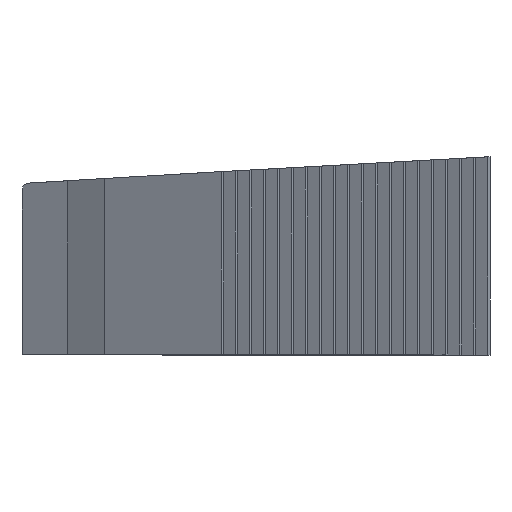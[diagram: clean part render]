
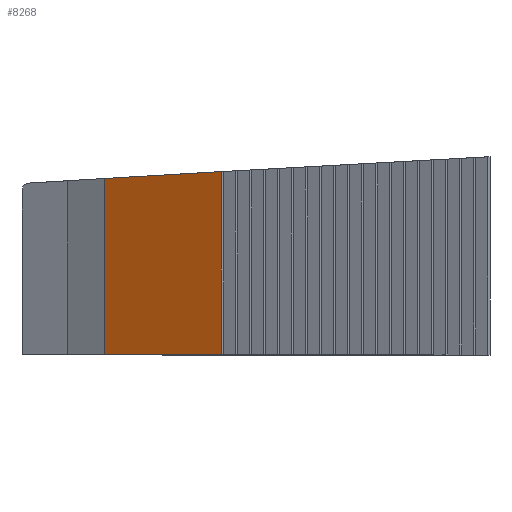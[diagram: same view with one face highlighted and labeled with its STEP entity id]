
A CAD part, top view. The second image highlights one B-rep face of the part: STEP entity #8268.
In plain terms, the highlighted planar face has unit normal (-0.526, 0, 0.851).
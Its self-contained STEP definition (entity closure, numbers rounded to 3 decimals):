
#7997 = PLANE('',#7998);
#7998 = AXIS2_PLACEMENT_3D('',#7999,#8000,#8001);
#7999 = CARTESIAN_POINT('',(-6932.039,-20.197,
    -9874.187));
#8000 = DIRECTION('',(0.609,0.,-0.794));
#8001 = DIRECTION('',(0.,-1.,0.));
#8023 = PLANE('',#8024);
#8024 = AXIS2_PLACEMENT_3D('',#8025,#8026,#8027);
#8025 = CARTESIAN_POINT('',(0.,0.,-7500.));
#8026 = DIRECTION('',(0.,-1.,-0.));
#8027 = DIRECTION('',(1.,0.,0.));
#8049 = PLANE('',#8050);
#8050 = AXIS2_PLACEMENT_3D('',#8051,#8052,#8053);
#8051 = CARTESIAN_POINT('',(8612.494,-45.194,
    9172.573));
#8052 = DIRECTION('',(0.851,0.,0.526));
#8053 = DIRECTION('',(0.,-1.,0.));
#8073 = PLANE('',#8074);
#8074 = AXIS2_PLACEMENT_3D('',#8075,#8076,#8077);
#8075 = CARTESIAN_POINT('',(5.454,-93.648,0.));
#8076 = DIRECTION('',(0.058,-0.998,0.));
#8077 = DIRECTION('',(0.,0.,-1.));
#8088 = VERTEX_POINT('',#8089);
#8089 = CARTESIAN_POINT('',(11252.024,0.,4070.631));
#8110 = VERTEX_POINT('',#8111);
#8111 = CARTESIAN_POINT('',(11252.024,561.39,
    4070.631));
#8130 = EDGE_CURVE('',#8088,#8110,#8131,.T.);
#8131 = SURFACE_CURVE('',#8132,(#8136,#8142),.PCURVE_S1.);
#8132 = LINE('',#8133,#8134);
#8133 = CARTESIAN_POINT('',(11252.024,1.04,
    4070.631));
#8134 = VECTOR('',#8135,1.);
#8135 = DIRECTION('',(0.,1.,0.));
#8136 = PCURVE('',#7997,#8137);
#8137 = DEFINITIONAL_REPRESENTATION('',(#8138),#8141);
#8138 = B_SPLINE_CURVE_WITH_KNOTS('',1,(#8139,#8140),.UNSPECIFIED.,.F.,
  .F.,(2,2),(-636.709,691.316),.PIECEWISE_BEZIER_KNOTS.);
#8139 = CARTESIAN_POINT('',(615.472,-22915.455));
#8140 = CARTESIAN_POINT('',(-712.553,-22915.455));
#8141 = ( GEOMETRIC_REPRESENTATION_CONTEXT(2) 
PARAMETRIC_REPRESENTATION_CONTEXT() REPRESENTATION_CONTEXT('2D SPACE',''
  ) );
#8142 = PCURVE('',#8143,#8148);
#8143 = PLANE('',#8144);
#8144 = AXIS2_PLACEMENT_3D('',#8145,#8146,#8147);
#8145 = CARTESIAN_POINT('',(10943.203,22.278,
    3879.767));
#8146 = DIRECTION('',(-0.526,0.,0.851)
  );
#8147 = DIRECTION('',(0.851,0.,0.526));
#8148 = DEFINITIONAL_REPRESENTATION('',(#8149),#8152);
#8149 = B_SPLINE_CURVE_WITH_KNOTS('',1,(#8150,#8151),.UNSPECIFIED.,.F.,
  .F.,(2,2),(-636.709,691.316),.PIECEWISE_BEZIER_KNOTS.);
#8150 = CARTESIAN_POINT('',(363.042,-657.946));
#8151 = CARTESIAN_POINT('',(363.042,670.079));
#8152 = ( GEOMETRIC_REPRESENTATION_CONTEXT(2) 
PARAMETRIC_REPRESENTATION_CONTEXT() REPRESENTATION_CONTEXT('2D SPACE',''
  ) );
#8159 = VERTEX_POINT('',#8160);
#8160 = CARTESIAN_POINT('',(11623.722,583.039,
    4300.355));
#8179 = EDGE_CURVE('',#8110,#8159,#8180,.T.);
#8180 = SURFACE_CURVE('',#8181,(#8185,#8191),.PCURVE_S1.);
#8181 = LINE('',#8182,#8183);
#8182 = CARTESIAN_POINT('',(6105.833,261.658,
    890.077));
#8183 = VECTOR('',#8184,1.);
#8184 = DIRECTION('',(0.85,0.049,0.525)
  );
#8185 = PCURVE('',#8073,#8186);
#8186 = DEFINITIONAL_REPRESENTATION('',(#8187),#8190);
#8187 = B_SPLINE_CURVE_WITH_KNOTS('',1,(#8188,#8189),.UNSPECIFIED.,.F.,
  .F.,(2,2),(5559.459,6909.495),
  .PIECEWISE_BEZIER_KNOTS.);
#8188 = CARTESIAN_POINT('',(-3809.299,10842.073));
#8189 = CARTESIAN_POINT('',(-4518.191,11991.016));
#8190 = ( GEOMETRIC_REPRESENTATION_CONTEXT(2) 
PARAMETRIC_REPRESENTATION_CONTEXT() REPRESENTATION_CONTEXT('2D SPACE',''
  ) );
#8191 = PCURVE('',#8143,#8192);
#8192 = DEFINITIONAL_REPRESENTATION('',(#8193),#8196);
#8193 = B_SPLINE_CURVE_WITH_KNOTS('',1,(#8194,#8195),.UNSPECIFIED.,.F.,
  .F.,(2,2),(5559.459,6909.495),
  .PIECEWISE_BEZIER_KNOTS.);
#8194 = CARTESIAN_POINT('',(-134.038,514.485));
#8195 = CARTESIAN_POINT('',(1214.345,581.29));
#8196 = ( GEOMETRIC_REPRESENTATION_CONTEXT(2) 
PARAMETRIC_REPRESENTATION_CONTEXT() REPRESENTATION_CONTEXT('2D SPACE',''
  ) );
#8203 = VERTEX_POINT('',#8204);
#8204 = CARTESIAN_POINT('',(11623.722,0.,4300.355));
#8225 = EDGE_CURVE('',#8203,#8159,#8226,.T.);
#8226 = SURFACE_CURVE('',#8227,(#8231,#8237),.PCURVE_S1.);
#8227 = LINE('',#8228,#8229);
#8228 = CARTESIAN_POINT('',(11623.722,-11.458,
    4300.355));
#8229 = VECTOR('',#8230,1.);
#8230 = DIRECTION('',(0.,1.,0.));
#8231 = PCURVE('',#8049,#8232);
#8232 = DEFINITIONAL_REPRESENTATION('',(#8233),#8236);
#8233 = B_SPLINE_CURVE_WITH_KNOTS('',1,(#8234,#8235),.UNSPECIFIED.,.F.,
  .F.,(2,2),(-629.472,761.69),.PIECEWISE_BEZIER_KNOTS.);
#8234 = CARTESIAN_POINT('',(595.736,5727.652));
#8235 = CARTESIAN_POINT('',(-795.425,5727.652));
#8236 = ( GEOMETRIC_REPRESENTATION_CONTEXT(2) 
PARAMETRIC_REPRESENTATION_CONTEXT() REPRESENTATION_CONTEXT('2D SPACE',''
  ) );
#8237 = PCURVE('',#8143,#8238);
#8238 = DEFINITIONAL_REPRESENTATION('',(#8239),#8242);
#8239 = B_SPLINE_CURVE_WITH_KNOTS('',1,(#8240,#8241),.UNSPECIFIED.,.F.,
  .F.,(2,2),(-629.472,761.69),.PIECEWISE_BEZIER_KNOTS.);
#8240 = CARTESIAN_POINT('',(800.,-663.208));
#8241 = CARTESIAN_POINT('',(800.,727.954));
#8242 = ( GEOMETRIC_REPRESENTATION_CONTEXT(2) 
PARAMETRIC_REPRESENTATION_CONTEXT() REPRESENTATION_CONTEXT('2D SPACE',''
  ) );
#8250 = EDGE_CURVE('',#8088,#8203,#8251,.T.);
#8251 = SURFACE_CURVE('',#8252,(#8256,#8262),.PCURVE_S1.);
#8252 = LINE('',#8253,#8254);
#8253 = CARTESIAN_POINT('',(4439.333,0.,-139.888));
#8254 = VECTOR('',#8255,1.);
#8255 = DIRECTION('',(0.851,0.,0.526));
#8256 = PCURVE('',#8023,#8257);
#8257 = DEFINITIONAL_REPRESENTATION('',(#8258),#8261);
#8258 = B_SPLINE_CURVE_WITH_KNOTS('',1,(#8259,#8260),.UNSPECIFIED.,.F.,
  .F.,(2,2),(7965.126,8489.476),
  .PIECEWISE_BEZIER_KNOTS.);
#8259 = CARTESIAN_POINT('',(11214.854,11547.659));
#8260 = CARTESIAN_POINT('',(11660.891,11823.328));
#8261 = ( GEOMETRIC_REPRESENTATION_CONTEXT(2) 
PARAMETRIC_REPRESENTATION_CONTEXT() REPRESENTATION_CONTEXT('2D SPACE',''
  ) );
#8262 = PCURVE('',#8143,#8263);
#8263 = DEFINITIONAL_REPRESENTATION('',(#8264),#8267);
#8264 = B_SPLINE_CURVE_WITH_KNOTS('',1,(#8265,#8266),.UNSPECIFIED.,.F.,
  .F.,(2,2),(7965.126,8489.476),
  .PIECEWISE_BEZIER_KNOTS.);
#8265 = CARTESIAN_POINT('',(319.346,-22.278));
#8266 = CARTESIAN_POINT('',(843.696,-22.278));
#8267 = ( GEOMETRIC_REPRESENTATION_CONTEXT(2) 
PARAMETRIC_REPRESENTATION_CONTEXT() REPRESENTATION_CONTEXT('2D SPACE',''
  ) );
#8268 = ADVANCED_FACE('',(#8269),#8143,.T.);
#8269 = FACE_BOUND('',#8270,.T.);
#8270 = EDGE_LOOP('',(#8271,#8272,#8273,#8274));
#8271 = ORIENTED_EDGE('',*,*,#8130,.F.);
#8272 = ORIENTED_EDGE('',*,*,#8250,.T.);
#8273 = ORIENTED_EDGE('',*,*,#8225,.T.);
#8274 = ORIENTED_EDGE('',*,*,#8179,.F.);
